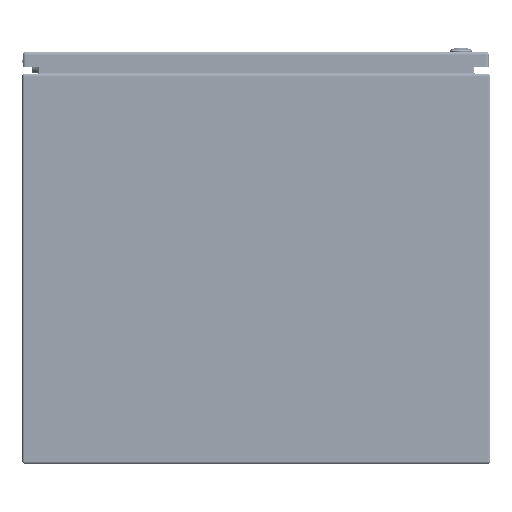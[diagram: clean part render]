
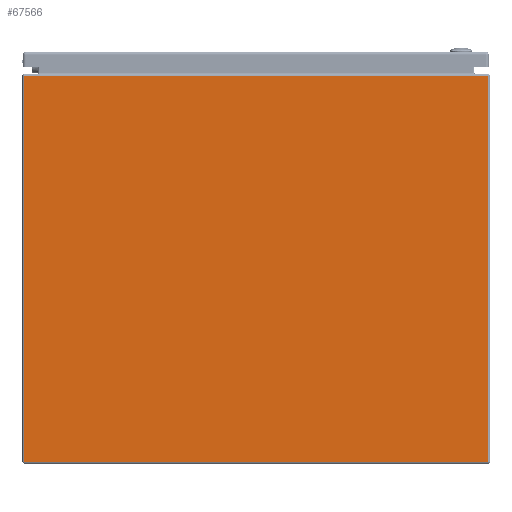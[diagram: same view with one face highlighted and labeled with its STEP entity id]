
A CAD part, front view. The second image highlights one B-rep face of the part: STEP entity #67566.
In plain terms, the highlighted planar face has unit normal (0, -1, 0).
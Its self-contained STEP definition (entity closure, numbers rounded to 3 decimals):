
#6833=LINE('',#94937,#10968);
#6836=LINE('',#94960,#10971);
#6853=LINE('',#95021,#10988);
#6862=LINE('',#95045,#10997);
#10968=VECTOR('',#78654,0.394);
#10971=VECTOR('',#78679,0.394);
#10988=VECTOR('',#78760,0.394);
#10997=VECTOR('',#78795,0.394);
#16221=FACE_OUTER_BOUND('',#20401,.T.);
#20401=EDGE_LOOP('',(#44952,#44953,#44954,#44955));
#27436=VERTEX_POINT('',#94929);
#27438=VERTEX_POINT('',#94935);
#27444=VERTEX_POINT('',#94952);
#27447=VERTEX_POINT('',#94959);
#34139=EDGE_CURVE('',#27438,#27436,#6833,.T.);
#34149=EDGE_CURVE('',#27444,#27447,#6836,.T.);
#34182=EDGE_CURVE('',#27447,#27438,#6853,.T.);
#34196=EDGE_CURVE('',#27444,#27436,#6862,.T.);
#44952=ORIENTED_EDGE('',*,*,#34139,.F.);
#44953=ORIENTED_EDGE('',*,*,#34182,.F.);
#44954=ORIENTED_EDGE('',*,*,#34149,.F.);
#44955=ORIENTED_EDGE('',*,*,#34196,.T.);
#66082=PLANE('',#72623);
#67566=ADVANCED_FACE('',(#16221),#66082,.F.);
#72623=AXIS2_PLACEMENT_3D('',#95044,#78793,#78794);
#78654=DIRECTION('',(0.,0.,-1.));
#78679=DIRECTION('',(0.,0.,1.));
#78760=DIRECTION('',(1.,0.,0.));
#78793=DIRECTION('center_axis',(0.,1.,0.));
#78794=DIRECTION('ref_axis',(1.,0.,0.));
#78795=DIRECTION('',(1.,0.,0.));
#94929=CARTESIAN_POINT('',(11.901,-15.,0.099));
#94935=CARTESIAN_POINT('',(11.901,-15.,19.901));
#94937=CARTESIAN_POINT('',(11.901,-15.,10.009));
#94952=CARTESIAN_POINT('',(-11.901,-15.,0.099));
#94959=CARTESIAN_POINT('',(-11.901,-15.,19.901));
#94960=CARTESIAN_POINT('',(-11.901,-15.,10.009));
#95021=CARTESIAN_POINT('',(10.937,-15.,19.901));
#95044=CARTESIAN_POINT('Origin',(0.,-15.,
10.009));
#95045=CARTESIAN_POINT('',(0.,-15.,0.099));
